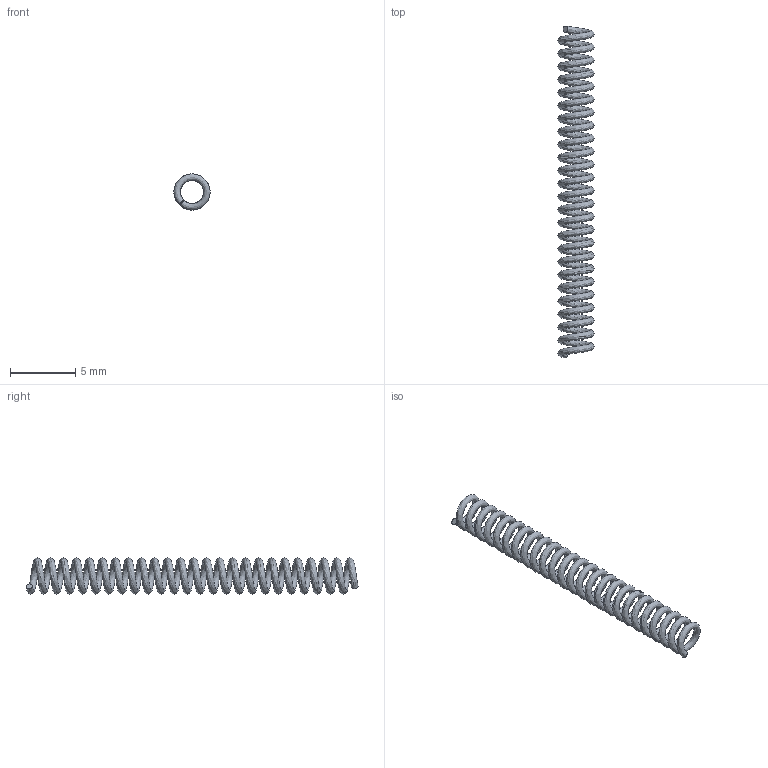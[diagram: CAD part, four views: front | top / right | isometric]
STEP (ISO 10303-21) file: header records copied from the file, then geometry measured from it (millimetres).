
FILE_DESCRIPTION (( 'STEP AP214' ), '1' );
FILE_NAME ('HA.10.A_Web.STEP', '2025-03-20T00:32:45', ( '' ), ( '' ), 'SwSTEP 2.0', 'SolidWorks 2022', '' );
FILE_SCHEMA (( 'AUTOMOTIVE_DESIGN' ));
Length unit declared in the file: millimetre
Products named in the file (1): HA.10.A_Web
Bounding box: 2.8 x 25.5 x 2.8 mm (x, y, z)
Surface area: 286.8 mm2 (no closed solid volume)
Topology: 0 solids, 1 shells, 3 faces, 4 edges, 3 vertices
Faces by surface type: plane 2, bspline 1
Entity records: 2916 total; most frequent: CARTESIAN_POINT 2826, DIRECTION 6, UNCERTAINTY_MEASURE_WITH_UNIT 5, SURFACE_STYLE_FILL_AREA 4, STYLED_ITEM 4, FILL_AREA_STYLE 4, ORIENTED_EDGE 4, COLOUR_RGB 4
